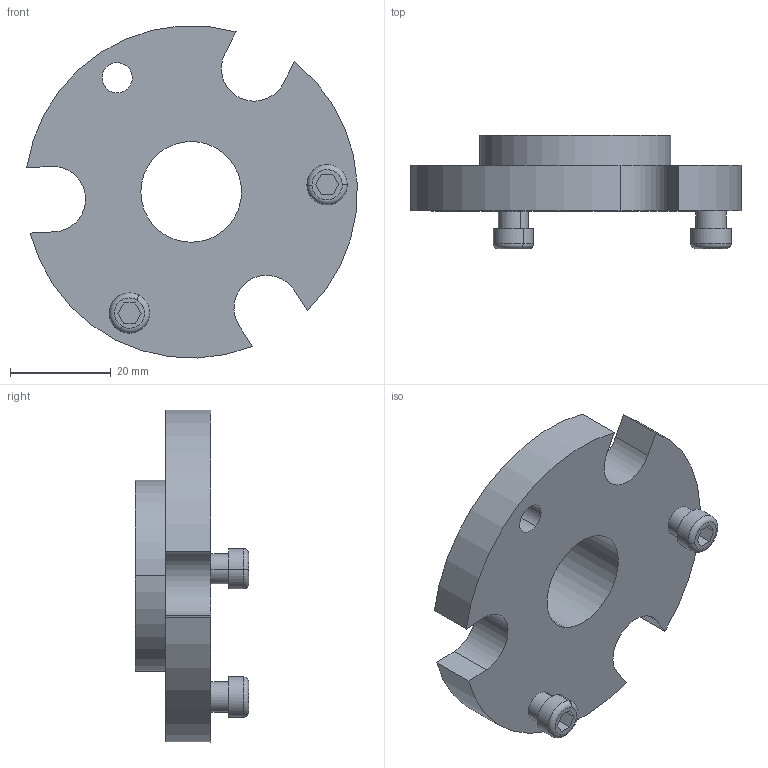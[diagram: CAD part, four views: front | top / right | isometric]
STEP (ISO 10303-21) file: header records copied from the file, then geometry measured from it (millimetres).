
FILE_DESCRIPTION(('CoCreate Modeling STEP Export'),'2;1');
FILE_NAME('m32.stp','2011-05-24T11:32:14',(''),(''),'CoCreate Modeling STEP processor for AP214 (Solid Model)','CoCreate Modeling 18.0P1120 20-Nov-2010 (C) Parametric Technology GmbH','');
FILE_SCHEMA(('AUTOMOTIVE_DESIGN { 1 0 10303 214 1 1 1 1 }'));
Length unit declared in the file: millimetre
Products named in the file (1): BODY_46____SOL10237_-_WSP_TABLE.PRT
Bounding box: 65.6 x 22.5 x 65.9 mm (x, y, z)
Volume: 29460.5 mm3; surface area: 10011.1 mm2
Topology: 1 solids, 1 shells, 51 faces, 124 edges, 82 vertices
Faces by surface type: plane 27, cylinder 20, torus 4
Entity records: 1452 total; most frequent: ORIENTED_EDGE 248, DIRECTION 242, CARTESIAN_POINT 240, EDGE_CURVE 124, AXIS2_PLACEMENT_3D 84, VERTEX_POINT 82, VECTOR 74, LINE 74
